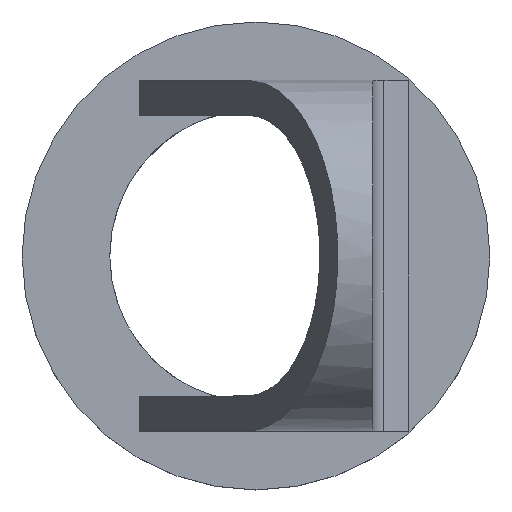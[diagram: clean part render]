
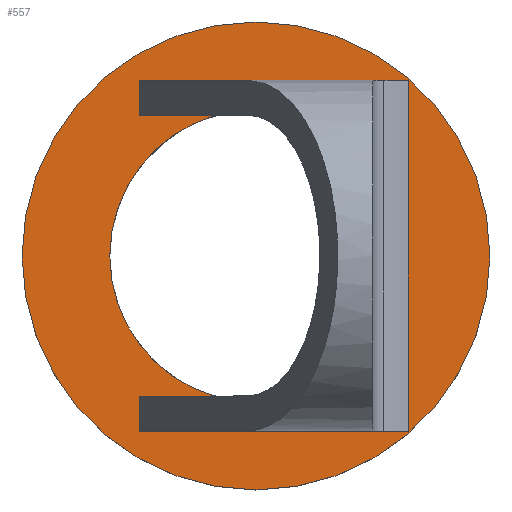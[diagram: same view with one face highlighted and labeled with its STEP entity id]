
A CAD part, top view. The second image highlights one B-rep face of the part: STEP entity #557.
In plain terms, the highlighted planar face has unit normal (0, 0, 1).
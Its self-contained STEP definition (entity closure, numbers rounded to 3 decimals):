
#24=FACE_BOUND('',#95,.T.);
#31=PLANE('',#629);
#57=FACE_OUTER_BOUND('',#94,.T.);
#94=EDGE_LOOP('',(#456));
#95=EDGE_LOOP('',(#457,#458,#459,#460,#461,#462,#463,#464,#465));
#129=LINE('',#916,#172);
#130=LINE('',#920,#173);
#136=LINE('',#945,#179);
#137=LINE('',#947,#180);
#138=LINE('',#949,#181);
#139=LINE('',#955,#182);
#140=LINE('',#956,#183);
#172=VECTOR('',#739,10.);
#173=VECTOR('',#744,10.);
#179=VECTOR('',#774,10.);
#180=VECTOR('',#775,10.);
#181=VECTOR('',#776,10.);
#182=VECTOR('',#781,10.);
#183=VECTOR('',#782,10.);
#224=CIRCLE('',#630,20.);
#225=CIRCLE('',#631,12.5);
#226=CIRCLE('',#632,12.5);
#258=VERTEX_POINT('',#913);
#259=VERTEX_POINT('',#915);
#260=VERTEX_POINT('',#919);
#266=VERTEX_POINT('',#942);
#267=VERTEX_POINT('',#944);
#268=VERTEX_POINT('',#946);
#269=VERTEX_POINT('',#948);
#270=VERTEX_POINT('',#950);
#271=VERTEX_POINT('',#952);
#272=VERTEX_POINT('',#954);
#321=EDGE_CURVE('',#259,#258,#129,.T.);
#323=EDGE_CURVE('',#260,#259,#130,.T.);
#334=EDGE_CURVE('',#266,#266,#224,.T.);
#335=EDGE_CURVE('',#258,#267,#136,.T.);
#336=EDGE_CURVE('',#267,#268,#137,.T.);
#337=EDGE_CURVE('',#268,#269,#138,.T.);
#338=EDGE_CURVE('',#269,#270,#225,.T.);
#339=EDGE_CURVE('',#270,#271,#226,.T.);
#340=EDGE_CURVE('',#271,#272,#139,.T.);
#341=EDGE_CURVE('',#272,#260,#140,.T.);
#456=ORIENTED_EDGE('',*,*,#334,.T.);
#457=ORIENTED_EDGE('',*,*,#335,.T.);
#458=ORIENTED_EDGE('',*,*,#336,.T.);
#459=ORIENTED_EDGE('',*,*,#337,.T.);
#460=ORIENTED_EDGE('',*,*,#338,.T.);
#461=ORIENTED_EDGE('',*,*,#339,.T.);
#462=ORIENTED_EDGE('',*,*,#340,.T.);
#463=ORIENTED_EDGE('',*,*,#341,.T.);
#464=ORIENTED_EDGE('',*,*,#323,.T.);
#465=ORIENTED_EDGE('',*,*,#321,.T.);
#557=ADVANCED_FACE('',(#57,#24),#31,.T.);
#629=AXIS2_PLACEMENT_3D('',#941,#770,#771);
#630=AXIS2_PLACEMENT_3D('',#943,#772,#773);
#631=AXIS2_PLACEMENT_3D('',#951,#777,#778);
#632=AXIS2_PLACEMENT_3D('',#953,#779,#780);
#739=DIRECTION('',(0.,-1.,0.));
#744=DIRECTION('',(1.,0.,0.));
#770=DIRECTION('center_axis',(0.,0.,1.));
#771=DIRECTION('ref_axis',(1.,0.,0.));
#772=DIRECTION('center_axis',(0.,0.,1.));
#773=DIRECTION('ref_axis',(1.,0.,0.));
#774=DIRECTION('',(-1.,0.,0.));
#775=DIRECTION('',(0.,1.,0.));
#776=DIRECTION('',(1.,0.,0.));
#777=DIRECTION('center_axis',(0.,0.,-1.));
#778=DIRECTION('ref_axis',(1.,0.,0.));
#779=DIRECTION('center_axis',(0.,0.,-1.));
#780=DIRECTION('ref_axis',(1.,0.,0.));
#781=DIRECTION('',(-1.,0.,0.));
#782=DIRECTION('',(0.,1.,0.));
#913=CARTESIAN_POINT('',(13.,-15.,5.));
#915=CARTESIAN_POINT('',(13.,15.,5.));
#916=CARTESIAN_POINT('',(13.,0.,5.));
#919=CARTESIAN_POINT('',(-10.,15.,5.));
#920=CARTESIAN_POINT('',(5.,15.,5.));
#941=CARTESIAN_POINT('Origin',(0.,0.,5.));
#942=CARTESIAN_POINT('',(-20.,0.,5.));
#943=CARTESIAN_POINT('Origin',(0.,0.,5.));
#944=CARTESIAN_POINT('',(-10.,-15.,5.));
#945=CARTESIAN_POINT('',(5.,-15.,5.));
#946=CARTESIAN_POINT('',(-10.,-12.,5.));
#947=CARTESIAN_POINT('',(-10.,0.,5.));
#948=CARTESIAN_POINT('',(-3.5,-12.,5.));
#949=CARTESIAN_POINT('',(5.,-12.,5.));
#950=CARTESIAN_POINT('',(-12.5,0.,5.));
#951=CARTESIAN_POINT('Origin',(0.,0.,5.));
#952=CARTESIAN_POINT('',(-3.5,12.,5.));
#953=CARTESIAN_POINT('Origin',(0.,0.,5.));
#954=CARTESIAN_POINT('',(-10.,12.,5.));
#955=CARTESIAN_POINT('',(5.,12.,5.));
#956=CARTESIAN_POINT('',(-10.,0.,5.));
